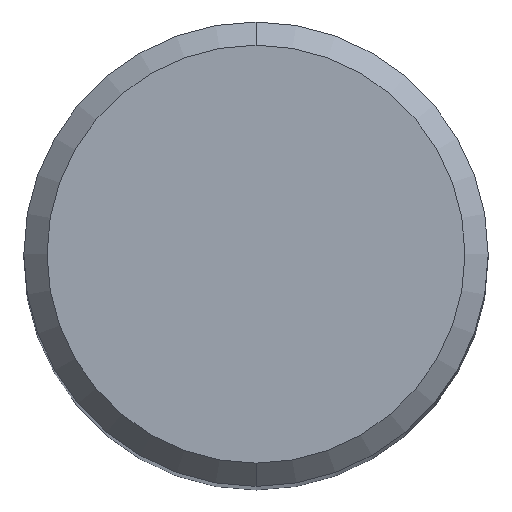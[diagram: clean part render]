
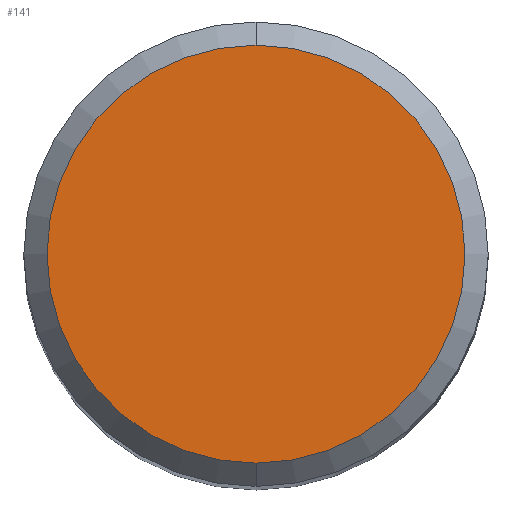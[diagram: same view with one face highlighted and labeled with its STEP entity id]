
A CAD part, top view. The second image highlights one B-rep face of the part: STEP entity #141.
In plain terms, the highlighted planar face has unit normal (0, 0, 1).
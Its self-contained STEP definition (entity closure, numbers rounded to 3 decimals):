
#103=VERTEX_POINT('',#255);
#117=EDGE_CURVE('',#103,#157,#269,.T.);
#141=ADVANCED_FACE('',(#298),#299,.T.);
#157=VERTEX_POINT('',#315);
#217=EDGE_CURVE('',#157,#103,#384,.T.);
#255=CARTESIAN_POINT('',(0.,-3.6,0.0));
#269=CIRCLE('',#436,3.6);
#298=FACE_OUTER_BOUND('',#466,.T.);
#299=PLANE('',#467);
#315=CARTESIAN_POINT('',(0.0,3.6,0.0));
#384=CIRCLE('',#580,3.6);
#436=AXIS2_PLACEMENT_3D('',#617,#618,#619);
#466=EDGE_LOOP('',(#664,#665));
#467=AXIS2_PLACEMENT_3D('',#666,#667,#668);
#580=AXIS2_PLACEMENT_3D('',#774,#775,#776);
#617=CARTESIAN_POINT('',(0.0,0.0,0.0));
#618=DIRECTION('',(0.0,0.0,-1.0));
#619=DIRECTION('',(0.0,1.0,0.0));
#664=ORIENTED_EDGE('',*,*,#217,.F.);
#665=ORIENTED_EDGE('',*,*,#117,.F.);
#666=CARTESIAN_POINT('',(0.0,1.8,0.0));
#667=DIRECTION('',(-0.0,0.0,1.0));
#668=DIRECTION('',(0.0,-1.0,0.0));
#774=CARTESIAN_POINT('',(0.0,0.0,0.0));
#775=DIRECTION('',(0.0,0.0,-1.0));
#776=DIRECTION('',(0.0,1.0,0.0));
